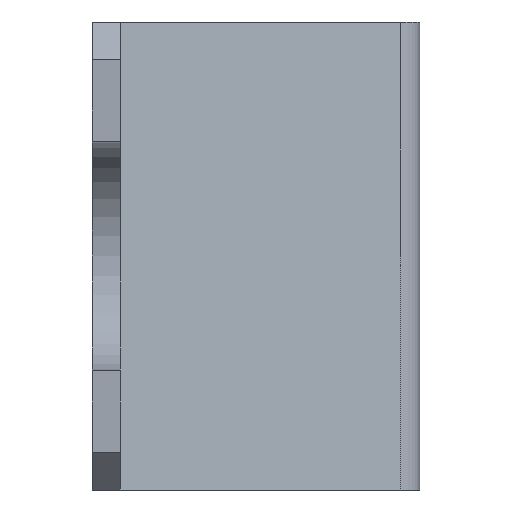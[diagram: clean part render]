
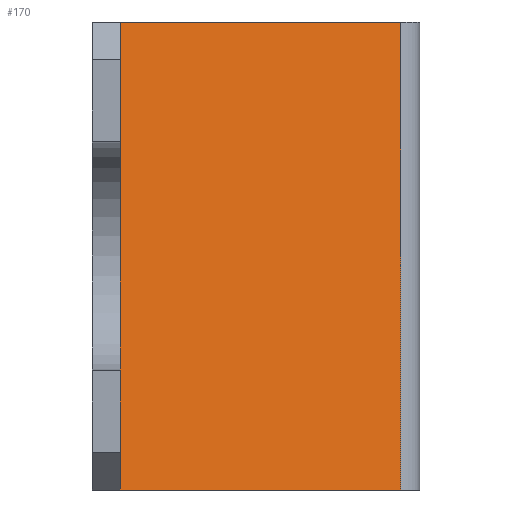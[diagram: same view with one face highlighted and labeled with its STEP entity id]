
A CAD part, left-side view. The second image highlights one B-rep face of the part: STEP entity #170.
In plain terms, the highlighted planar face has unit normal (-0.947, -0.321, 0).
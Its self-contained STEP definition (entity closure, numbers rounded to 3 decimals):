
#37 = EDGE_CURVE ( 'NONE', #53, #52, #280, .T. ) ;
#38 = EDGE_CURVE ( 'NONE', #53, #71, #235, .T. ) ;
#52 = VERTEX_POINT ( 'NONE', #209 ) ;
#53 = VERTEX_POINT ( 'NONE', #208 ) ;
#56 = ORIENTED_EDGE ( 'NONE', *, *, #37, .T. ) ;
#66 = EDGE_CURVE ( 'NONE', #52, #171, #182, .T. ) ;
#67 = ORIENTED_EDGE ( 'NONE', *, *, #70, .F. ) ;
#70 = EDGE_CURVE ( 'NONE', #71, #171, #391, .T. ) ;
#71 = VERTEX_POINT ( 'NONE', #387 ) ;
#72 = ORIENTED_EDGE ( 'NONE', *, *, #38, .F. ) ;
#77 = EDGE_LOOP ( 'NONE', ( #84, #67, #72, #56 ) ) ;
#84 = ORIENTED_EDGE ( 'NONE', *, *, #66, .T. ) ;
#170 = ADVANCED_FACE ( 'NONE', ( #668 ), #690, .F. ) ;
#171 = VERTEX_POINT ( 'NONE', #683 ) ;
#179 = DIRECTION ( 'NONE',  ( 0.321, -0.947, 0. ) ) ;
#180 = VECTOR ( 'NONE', #179, 1000. ) ;
#181 = CARTESIAN_POINT ( 'NONE',  ( 45.159, -32.963, -25. ) ) ;
#182 = LINE ( 'NONE', #181, #180 ) ;
#208 = CARTESIAN_POINT ( 'NONE',  ( 35., -3., 25. ) ) ;
#209 = CARTESIAN_POINT ( 'NONE',  ( 35., -3., -25. ) ) ;
#232 = DIRECTION ( 'NONE',  ( 0.321, -0.947, 0. ) ) ;
#233 = VECTOR ( 'NONE', #232, 1000. ) ;
#234 = CARTESIAN_POINT ( 'NONE',  ( 45.159, -32.963, 25. ) ) ;
#235 = LINE ( 'NONE', #234, #233 ) ;
#236 = DIRECTION ( 'NONE',  ( 0., 0., -1. ) ) ;
#237 = VECTOR ( 'NONE', #236, 1000. ) ;
#238 = CARTESIAN_POINT ( 'NONE',  ( 35., -3., 25. ) ) ;
#280 = LINE ( 'NONE', #238, #237 ) ;
#387 = CARTESIAN_POINT ( 'NONE',  ( 45.159, -32.963, 25. ) ) ;
#388 = DIRECTION ( 'NONE',  ( 0., 0., -1. ) ) ;
#389 = VECTOR ( 'NONE', #388, 1000. ) ;
#390 = CARTESIAN_POINT ( 'NONE',  ( 45.159, -32.963, 25. ) ) ;
#391 = LINE ( 'NONE', #390, #389 ) ;
#668 = FACE_OUTER_BOUND ( 'NONE', #77, .T. ) ;
#683 = CARTESIAN_POINT ( 'NONE',  ( 45.159, -32.963, -25. ) ) ;
#684 = DIRECTION ( 'NONE',  ( -0.321, 0.947, 0. ) ) ;
#687 = DIRECTION ( 'NONE',  ( 0.947, 0.321, 0. ) ) ;
#688 = CARTESIAN_POINT ( 'NONE',  ( 45.159, -32.963, 25. ) ) ;
#689 = AXIS2_PLACEMENT_3D ( 'NONE', #688, #687, #684 ) ;
#690 = PLANE ( 'NONE',  #689 ) ;
